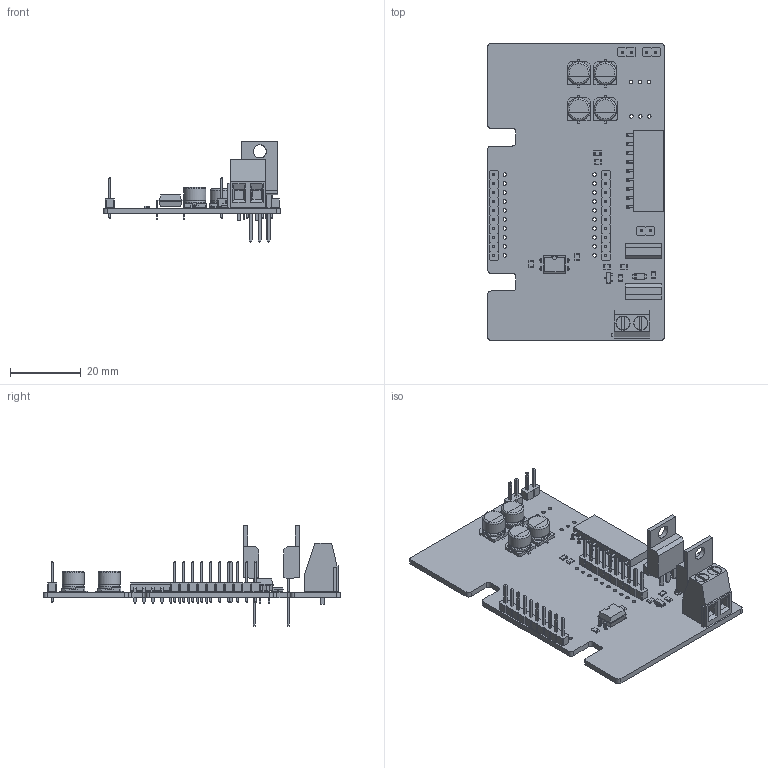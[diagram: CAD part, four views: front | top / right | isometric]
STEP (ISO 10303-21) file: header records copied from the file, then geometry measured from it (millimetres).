
FILE_DESCRIPTION(('KiCad electronic assembly'),'2;1');
FILE_NAME('Controller V1 PCB.step','2025-03-15T13:23:41',('Pcbnew'),( 'Kicad'),'Open CASCADE STEP processor 7.7','KiCad to STEP converter' ,'Unknown');
FILE_SCHEMA(('AUTOMOTIVE_DESIGN { 1 0 10303 214 1 1 1 1 }'));
Length unit declared in the file: millimetre
Products named in the file (24): Controller V1 PCB 1; R_0805_2012Metric; SOT-23; SOT_23; CP_Elec_6.3x5.8; CP_Elec_63x58; DIP-4_W7.62mm; CP_Elec_6.3x5.4; CP_Elec_63x54; PinHeader_1x10_P2.54mm_Vertical; PinHeader_1x10_P254mm_Vertical; PinHeader_1x02_P2.54mm_Vertical; PinHeader_1x02_P254mm_Vertical; TO-220-3_Vertical; D_SMF; PinSocket_1x09_P2.54mm_Horizontal; PinSocket_1x09_P254mm_Horizontal; TerminalBlock_Phoenix_MKDS-1,5-2_1x02_P5.00mm_Horizontal; TerminalBlock_Phoenix_MKDS_15_2_1x02_P500mm_Horizontal; Controller-module-V1.1_PCB
Assembly tree (36 placements, depth 3):
  Controller V1 PCB 1
    R_0805_2012Metric  x8
      R_0805_2012Metric
    SOT-23
      SOT_23
    CP_Elec_6.3x5.8  x2
      CP_Elec_63x58
    DIP-4_W7.62mm
      DIP-4_W7.62mm
    CP_Elec_6.3x5.4  x2
      CP_Elec_63x54
    PinHeader_1x10_P2.54mm_Vertical  x2
      PinHeader_1x10_P254mm_Vertical
    PinHeader_1x02_P2.54mm_Vertical  x3
      PinHeader_1x02_P254mm_Vertical
    TO-220-3_Vertical  x2
      TO-220-3_Vertical
    D_SMF
      D_SMF
    PinSocket_1x09_P2.54mm_Horizontal
      PinSocket_1x09_P254mm_Horizontal
    TerminalBlock_Phoenix_MKDS-1,5-2_1x02_P5.00mm_Horizontal
      TerminalBlock_Phoenix_MKDS_15_2_1x02_P500mm_Horizontal
    Controller-module-V1.1_PCB
Bounding box: 50 x 84 x 28.52 mm (x, y, z)
Volume: 10262.9 mm3; surface area: 14814.3 mm2
Topology: 25 solids, 25 shells, 1810 faces, 4596 edges, 2924 vertices
Faces by surface type: plane 1487, cylinder 234, bspline 69, torus 16, revolution 4
Full cylindrical faces by diameter (mm): 0.8 x4, 1 x61, 1.1 x6, 1.3 x2, 3.735 x2, 3.8 x2, 4 x2, 6.3 x8
Entity records: 42763 total; most frequent: CARTESIAN_POINT 6920, ORIENTED_EDGE 5892, DIRECTION 5469, EDGE_CURVE 2946, LINE 2495, VECTOR 2495, VERTEX_POINT 1878, AXIS2_PLACEMENT_3D 1486
